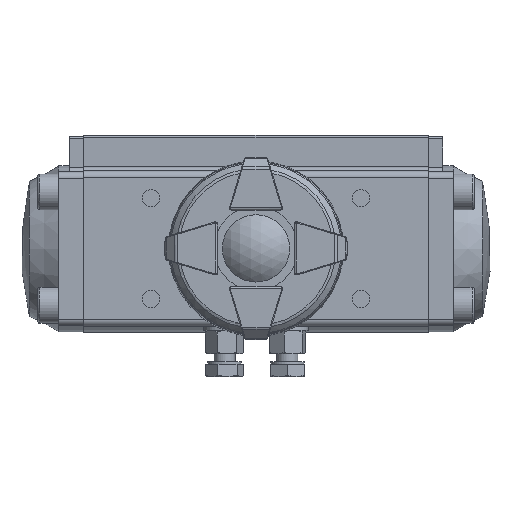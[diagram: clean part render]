
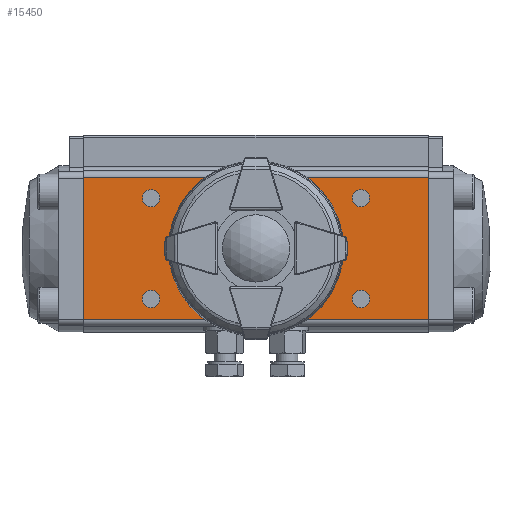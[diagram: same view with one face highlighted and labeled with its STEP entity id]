
A CAD part, top view. The second image highlights one B-rep face of the part: STEP entity #15450.
In plain terms, the highlighted face is planar.
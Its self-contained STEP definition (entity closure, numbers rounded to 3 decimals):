
#666=LINE('',#26603,#1389);
#671=LINE('',#26619,#1394);
#672=LINE('',#26621,#1395);
#673=LINE('',#26623,#1396);
#1389=VECTOR('',#19563,1000.);
#1394=VECTOR('',#19580,1000.);
#1395=VECTOR('',#19581,1000.);
#1396=VECTOR('',#19582,1000.);
#2099=PLANE('',#16802);
#4247=ORIENTED_EDGE('',*,*,#7046,.F.);
#4248=ORIENTED_EDGE('',*,*,#7047,.F.);
#4249=ORIENTED_EDGE('',*,*,#7048,.T.);
#4250=ORIENTED_EDGE('',*,*,#7038,.T.);
#4251=ORIENTED_EDGE('',*,*,#6990,.T.);
#4252=ORIENTED_EDGE('',*,*,#6988,.T.);
#4253=ORIENTED_EDGE('',*,*,#6986,.T.);
#4254=ORIENTED_EDGE('',*,*,#6984,.T.);
#4255=ORIENTED_EDGE('',*,*,#6991,.T.);
#6984=EDGE_CURVE('',#8567,#8567,#9583,.T.);
#6986=EDGE_CURVE('',#8569,#8569,#9585,.T.);
#6988=EDGE_CURVE('',#8571,#8571,#9587,.T.);
#6990=EDGE_CURVE('',#8573,#8573,#9589,.T.);
#6991=EDGE_CURVE('',#8574,#8574,#9590,.T.);
#7038=EDGE_CURVE('',#8618,#8617,#666,.T.);
#7046=EDGE_CURVE('',#8623,#8617,#671,.T.);
#7047=EDGE_CURVE('',#8624,#8623,#672,.T.);
#7048=EDGE_CURVE('',#8624,#8618,#673,.T.);
#8567=VERTEX_POINT('',#26380);
#8569=VERTEX_POINT('',#26385);
#8571=VERTEX_POINT('',#26390);
#8573=VERTEX_POINT('',#26395);
#8574=VERTEX_POINT('',#26398);
#8617=VERTEX_POINT('',#26602);
#8618=VERTEX_POINT('',#26604);
#8623=VERTEX_POINT('',#26620);
#8624=VERTEX_POINT('',#26622);
#9583=CIRCLE('',#16702,2.067);
#9585=CIRCLE('',#16705,2.067);
#9587=CIRCLE('',#16708,2.067);
#9589=CIRCLE('',#16711,2.067);
#9590=CIRCLE('',#16713,6.);
#10673=EDGE_LOOP('',(#4247,#4248,#4249,#4250));
#10674=EDGE_LOOP('',(#4251));
#10675=EDGE_LOOP('',(#4252));
#10676=EDGE_LOOP('',(#4253));
#10677=EDGE_LOOP('',(#4254));
#10678=EDGE_LOOP('',(#4255));
#11960=FACE_BOUND('',#10673,.T.);
#11961=FACE_BOUND('',#10674,.T.);
#11962=FACE_BOUND('',#10675,.T.);
#11963=FACE_BOUND('',#10676,.T.);
#11964=FACE_BOUND('',#10677,.T.);
#11965=FACE_BOUND('',#10678,.T.);
#15450=ADVANCED_FACE('',(#11960,#11961,#11962,#11963,#11964,#11965),#2099,
 .F.);
#16702=AXIS2_PLACEMENT_3D('',#26379,#19368,#19369);
#16705=AXIS2_PLACEMENT_3D('',#26384,#19374,#19375);
#16708=AXIS2_PLACEMENT_3D('',#26389,#19380,#19381);
#16711=AXIS2_PLACEMENT_3D('',#26394,#19386,#19387);
#16713=AXIS2_PLACEMENT_3D('',#26397,#19390,#19391);
#16802=AXIS2_PLACEMENT_3D('',#26618,#19578,#19579);
#19368=DIRECTION('',(0.,-1.,0.));
#19369=DIRECTION('',(0.,0.,-1.));
#19374=DIRECTION('',(0.,-1.,0.));
#19375=DIRECTION('',(0.,0.,-1.));
#19380=DIRECTION('',(0.,-1.,0.));
#19381=DIRECTION('',(0.,0.,-1.));
#19386=DIRECTION('',(0.,-1.,0.));
#19387=DIRECTION('',(0.,0.,-1.));
#19390=DIRECTION('',(0.,-1.,0.));
#19391=DIRECTION('',(0.,0.,1.));
#19563=DIRECTION('',(0.,0.,1.));
#19578=DIRECTION('',(0.,-1.,0.));
#19579=DIRECTION('',(0.,0.,-1.));
#19580=DIRECTION('',(-1.,0.,0.));
#19581=DIRECTION('',(0.,0.,1.));
#19582=DIRECTION('',(-1.,0.,0.));
#26379=CARTESIAN_POINT('',(12.,25.,25.));
#26380=CARTESIAN_POINT('',(12.,25.,22.933));
#26384=CARTESIAN_POINT('',(-12.,25.,25.));
#26385=CARTESIAN_POINT('',(-12.,25.,22.933));
#26389=CARTESIAN_POINT('',(12.,25.,-25.));
#26390=CARTESIAN_POINT('',(12.,25.,-27.067));
#26394=CARTESIAN_POINT('',(-12.,25.,-25.));
#26395=CARTESIAN_POINT('',(-12.,25.,-27.067));
#26397=CARTESIAN_POINT('',(0.,25.,0.));
#26398=CARTESIAN_POINT('',(0.,25.,6.));
#26602=CARTESIAN_POINT('',(-17.,25.,41.));
#26603=CARTESIAN_POINT('',(-17.,25.,0.));
#26604=CARTESIAN_POINT('',(-17.,25.,-41.));
#26618=CARTESIAN_POINT('',(-18.5,25.,0.));
#26619=CARTESIAN_POINT('',(0.,25.,41.));
#26620=CARTESIAN_POINT('',(17.,25.,41.));
#26621=CARTESIAN_POINT('',(17.,25.,0.));
#26622=CARTESIAN_POINT('',(17.,25.,-41.));
#26623=CARTESIAN_POINT('',(0.,25.,-41.));
